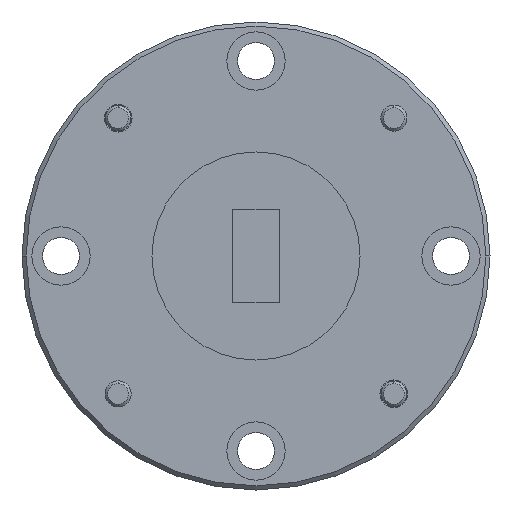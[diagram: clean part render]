
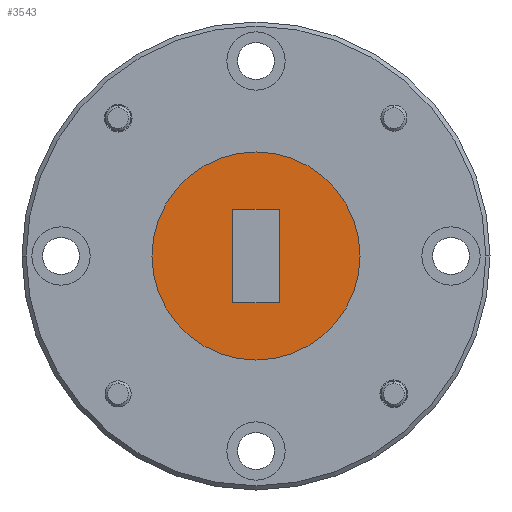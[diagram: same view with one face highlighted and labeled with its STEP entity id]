
A CAD part, left-side view. The second image highlights one B-rep face of the part: STEP entity #3543.
In plain terms, the highlighted planar face has unit normal (-1, 0, 0).
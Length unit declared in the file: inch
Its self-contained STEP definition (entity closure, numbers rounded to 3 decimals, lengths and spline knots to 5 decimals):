
#47 = EDGE_CURVE ( 'NONE', #921, #282, #1211, .T. ) ;
#124 = AXIS2_PLACEMENT_3D ( 'NONE', #1030, #3657, #191 ) ;
#188 = EDGE_LOOP ( 'NONE', ( #2140, #1104, #3434, #824 ) ) ;
#191 = DIRECTION ( 'NONE',  ( 0., -1., 0. ) ) ;
#282 = VERTEX_POINT ( 'NONE', #1910 ) ;
#286 = CARTESIAN_POINT ( 'NONE',  ( 0., -0.056, 0.112 ) ) ;
#402 = CARTESIAN_POINT ( 'NONE',  ( 0., 0.25, 0. ) ) ;
#404 = EDGE_LOOP ( 'NONE', ( #1303, #3002 ) ) ;
#417 = LINE ( 'NONE', #1235, #3605 ) ;
#527 = CARTESIAN_POINT ( 'NONE',  ( 0., 0., 0. ) ) ;
#660 = DIRECTION ( 'NONE',  ( 0., -1., 0. ) ) ;
#742 = FACE_BOUND ( 'NONE', #188, .T. ) ;
#752 = CARTESIAN_POINT ( 'NONE',  ( 0., 0.056, 0.112 ) ) ;
#824 = ORIENTED_EDGE ( 'NONE', *, *, #2083, .T. ) ;
#921 = VERTEX_POINT ( 'NONE', #752 ) ;
#932 = CARTESIAN_POINT ( 'NONE',  ( 0., -0.056, -0.112 ) ) ;
#1007 = CIRCLE ( 'NONE', #1817, 0.25 ) ;
#1030 = CARTESIAN_POINT ( 'NONE',  ( 0., 0., 0. ) ) ;
#1031 = VERTEX_POINT ( 'NONE', #3123 ) ;
#1104 = ORIENTED_EDGE ( 'NONE', *, *, #1310, .T. ) ;
#1211 = LINE ( 'NONE', #286, #3545 ) ;
#1227 = DIRECTION ( 'NONE',  ( -1., 0., 0. ) ) ;
#1235 = CARTESIAN_POINT ( 'NONE',  ( 0., 0.056, -0.112 ) ) ;
#1303 = ORIENTED_EDGE ( 'NONE', *, *, #2717, .T. ) ;
#1310 = EDGE_CURVE ( 'NONE', #282, #1031, #3250, .T. ) ;
#1318 = CIRCLE ( 'NONE', #3208, 0.25 ) ;
#1344 = EDGE_CURVE ( 'NONE', #1673, #1832, #1007, .T. ) ;
#1365 = LINE ( 'NONE', #1964, #3693 ) ;
#1595 = CARTESIAN_POINT ( 'NONE',  ( 0., 0.056, -0.112 ) ) ;
#1673 = VERTEX_POINT ( 'NONE', #402 ) ;
#1695 = DIRECTION ( 'NONE',  ( 0., -1., 0. ) ) ;
#1807 = DIRECTION ( 'NONE',  ( 0., 0., -1. ) ) ;
#1817 = AXIS2_PLACEMENT_3D ( 'NONE', #1828, #1227, #3268 ) ;
#1828 = CARTESIAN_POINT ( 'NONE',  ( 0., 0., 0. ) ) ;
#1832 = VERTEX_POINT ( 'NONE', #3370 ) ;
#1910 = CARTESIAN_POINT ( 'NONE',  ( 0., -0.056, 0.112 ) ) ;
#1956 = FACE_OUTER_BOUND ( 'NONE', #404, .T. ) ;
#1964 = CARTESIAN_POINT ( 'NONE',  ( 0., -0.056, -0.112 ) ) ;
#1970 = PLANE ( 'NONE',  #124 ) ;
#2050 = VECTOR ( 'NONE', #1807, 39.37008 ) ;
#2071 = VERTEX_POINT ( 'NONE', #1595 ) ;
#2083 = EDGE_CURVE ( 'NONE', #2071, #921, #417, .T. ) ;
#2123 = DIRECTION ( 'NONE',  ( 0., 0., 1. ) ) ;
#2140 = ORIENTED_EDGE ( 'NONE', *, *, #47, .T. ) ;
#2602 = DIRECTION ( 'NONE',  ( -1., 0., 0. ) ) ;
#2717 = EDGE_CURVE ( 'NONE', #1832, #1673, #1318, .T. ) ;
#2948 = EDGE_CURVE ( 'NONE', #1031, #2071, #1365, .T. ) ;
#3002 = ORIENTED_EDGE ( 'NONE', *, *, #1344, .T. ) ;
#3123 = CARTESIAN_POINT ( 'NONE',  ( 0., -0.056, -0.112 ) ) ;
#3208 = AXIS2_PLACEMENT_3D ( 'NONE', #527, #2602, #1695 ) ;
#3250 = LINE ( 'NONE', #932, #2050 ) ;
#3268 = DIRECTION ( 'NONE',  ( 0., -1., 0. ) ) ;
#3370 = CARTESIAN_POINT ( 'NONE',  ( 0., -0.25, 0. ) ) ;
#3434 = ORIENTED_EDGE ( 'NONE', *, *, #2948, .T. ) ;
#3473 = DIRECTION ( 'NONE',  ( 0., 1., 0. ) ) ;
#3543 = ADVANCED_FACE ( 'NONE', ( #742, #1956 ), #1970, .T. ) ;
#3545 = VECTOR ( 'NONE', #660, 39.37008 ) ;
#3605 = VECTOR ( 'NONE', #2123, 39.37008 ) ;
#3657 = DIRECTION ( 'NONE',  ( -1., 0., 0. ) ) ;
#3693 = VECTOR ( 'NONE', #3473, 39.37008 ) ;
